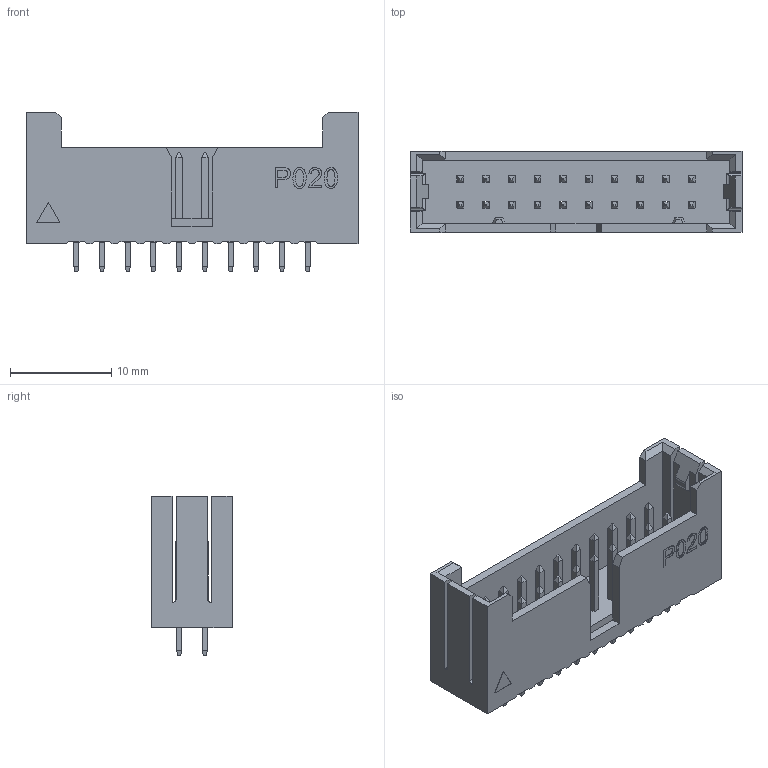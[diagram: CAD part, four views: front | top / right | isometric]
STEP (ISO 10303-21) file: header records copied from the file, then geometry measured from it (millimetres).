
FILE_DESCRIPTION( ('This file contains a STEP AP42 implementation' ,'as created by ZW3D STEP Interface translator.') ,'2;1' );
FILE_NAME( '3114-XXSXXBK00X1.stp' ,'231218. 83841', (''), ('ZWCAD Software Co.'), 'Version 1.0', 'ZW3D to STEP translator', '' );
FILE_SCHEMA(('AUTOMOTIVE_DESIGN { 1 0 10303 214 1 1 1 1 }'));
Length unit declared in the file: millimetre
Products named in the file (2): 0; 3114-20SG0BK00A1
Bounding box: 32.82 x 8.05 x 15.8 mm (x, y, z)
Volume: 1250.2 mm3; surface area: 2559.4 mm2
Topology: 1 solids, 1 shells, 950 faces, 2446 edges, 1506 vertices
Faces by surface type: plane 781, cylinder 92, bspline 77
Entity records: 36011 total; most frequent: CARTESIAN_POINT 16551, ORIENTED_EDGE 4892, EDGE_CURVE 2446, DIRECTION 2113, B_SPLINE_CURVE_WITH_KNOTS 2061, VERTEX_POINT 1506, EDGE_LOOP 998, FACE_OUTER_BOUND 950
